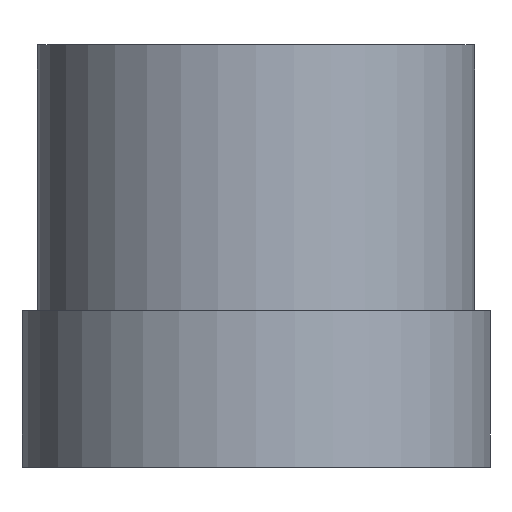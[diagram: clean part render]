
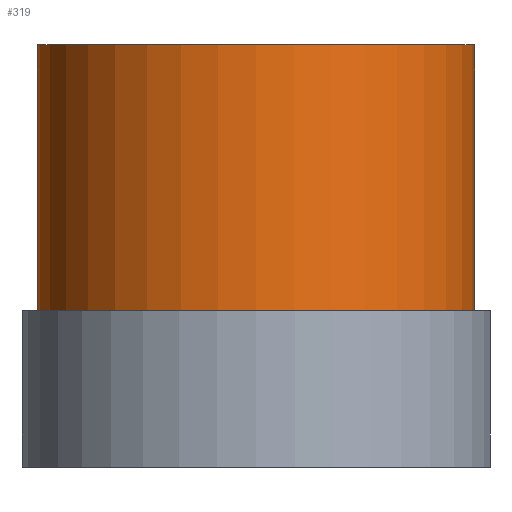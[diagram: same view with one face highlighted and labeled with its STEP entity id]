
A CAD part, front view. The second image highlights one B-rep face of the part: STEP entity #319.
In plain terms, the highlighted cylindrical face has radius 2.8 mm (diameter 5.6 mm), a full revolution.
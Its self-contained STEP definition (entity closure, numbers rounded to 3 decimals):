
#43=CYLINDRICAL_SURFACE('',#365,2.8);
#57=FACE_OUTER_BOUND('',#83,.T.);
#83=EDGE_LOOP('',(#256,#257,#258,#259));
#109=LINE('',#539,#127);
#127=VECTOR('',#438,2.8);
#153=CIRCLE('',#366,2.8);
#154=CIRCLE('',#367,2.8);
#178=VERTEX_POINT('',#536);
#179=VERTEX_POINT('',#538);
#208=EDGE_CURVE('',#178,#178,#153,.T.);
#209=EDGE_CURVE('',#178,#179,#109,.T.);
#210=EDGE_CURVE('',#179,#179,#154,.T.);
#256=ORIENTED_EDGE('',*,*,#208,.F.);
#257=ORIENTED_EDGE('',*,*,#209,.T.);
#258=ORIENTED_EDGE('',*,*,#210,.F.);
#259=ORIENTED_EDGE('',*,*,#209,.F.);
#319=ADVANCED_FACE('',(#57),#43,.T.);
#365=AXIS2_PLACEMENT_3D('',#535,#434,#435);
#366=AXIS2_PLACEMENT_3D('',#537,#436,#437);
#367=AXIS2_PLACEMENT_3D('',#540,#439,#440);
#434=DIRECTION('center_axis',(0.,0.,1.));
#435=DIRECTION('ref_axis',(1.,0.,0.));
#436=DIRECTION('center_axis',(0.,0.,1.));
#437=DIRECTION('ref_axis',(1.,0.,0.));
#438=DIRECTION('',(0.,0.,-1.));
#439=DIRECTION('center_axis',(0.,0.,-1.));
#440=DIRECTION('ref_axis',(1.,0.,0.));
#535=CARTESIAN_POINT('Origin',(0.,0.,0.));
#536=CARTESIAN_POINT('',(-2.8,0.,5.4));
#537=CARTESIAN_POINT('Origin',(0.,0.,5.4));
#538=CARTESIAN_POINT('',(-2.8,0.,2.));
#539=CARTESIAN_POINT('',(-2.8,0.,0.));
#540=CARTESIAN_POINT('Origin',(0.,0.,2.));
